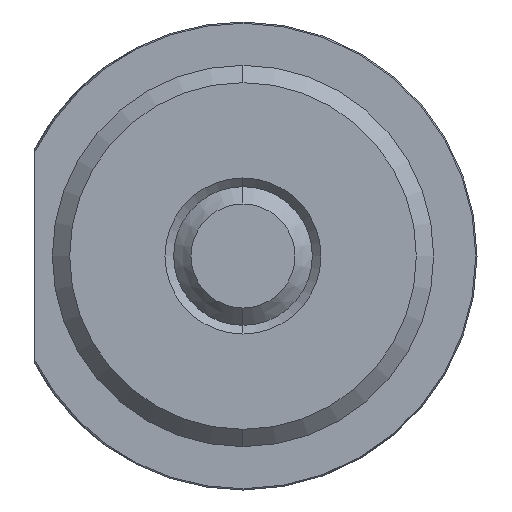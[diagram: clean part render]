
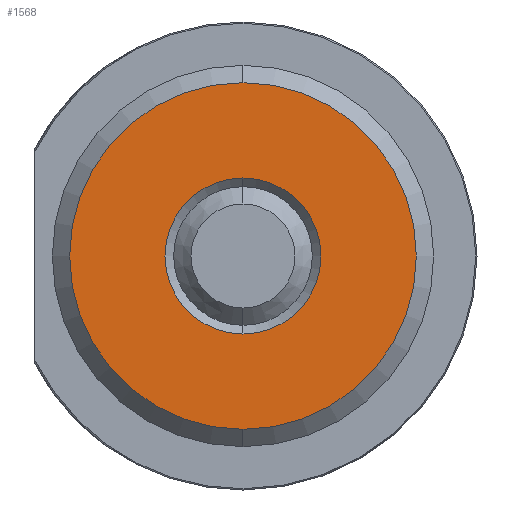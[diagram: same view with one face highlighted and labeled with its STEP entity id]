
A CAD part, left-side view. The second image highlights one B-rep face of the part: STEP entity #1568.
In plain terms, the highlighted planar face has unit normal (-1, 0, 0).
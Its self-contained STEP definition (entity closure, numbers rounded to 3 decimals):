
#78 = EDGE_LOOP ( 'NONE', ( #703, #702 ) ) ;
#151 = VERTEX_POINT ( 'NONE', #2249 ) ;
#156 = VERTEX_POINT ( 'NONE', #2257 ) ;
#174 = VERTEX_POINT ( 'NONE', #2275 ) ;
#223 = VERTEX_POINT ( 'NONE', #2305 ) ;
#272 = EDGE_CURVE ( 'NONE', #156, #174, #1117, .T. ) ;
#327 = EDGE_CURVE ( 'NONE', #223, #151, #1193, .T. ) ;
#329 = EDGE_CURVE ( 'NONE', #174, #156, #1196, .T. ) ;
#562 = CIRCLE ( 'NONE', #1925, 4.5 ) ;
#610 = EDGE_LOOP ( 'NONE', ( #701, #700 ) ) ;
#700 = ORIENTED_EDGE ( 'NONE', *, *, #272, .T. ) ;
#701 = ORIENTED_EDGE ( 'NONE', *, *, #329, .T. ) ;
#702 = ORIENTED_EDGE ( 'NONE', *, *, #327, .T. ) ;
#703 = ORIENTED_EDGE ( 'NONE', *, *, #1639, .T. ) ;
#1117 = CIRCLE ( 'NONE', #1741, 10. ) ;
#1193 = CIRCLE ( 'NONE', #1763, 4.5 ) ;
#1196 = CIRCLE ( 'NONE', #1767, 10. ) ;
#1405 = FACE_BOUND ( 'NONE', #78, .T. ) ;
#1410 = FACE_OUTER_BOUND ( 'NONE', #610, .T. ) ;
#1568 = ADVANCED_FACE ( 'NONE', ( #1405, #1410 ), #2657, .F. ) ;
#1639 = EDGE_CURVE ( 'NONE', #151, #223, #562, .T. ) ;
#1741 = AXIS2_PLACEMENT_3D ( 'NONE', #2108, #2168, #2167 ) ;
#1763 = AXIS2_PLACEMENT_3D ( 'NONE', #2082, #2074, #2073 ) ;
#1767 = AXIS2_PLACEMENT_3D ( 'NONE', #2075, #2068, #2067 ) ;
#1864 = AXIS2_PLACEMENT_3D ( 'NONE', #2656, #2658, #2659 ) ;
#1925 = AXIS2_PLACEMENT_3D ( 'NONE', #2926, #2927, #2928 ) ;
#2067 = DIRECTION ( 'NONE',  ( 0., 0., -1. ) ) ;
#2068 = DIRECTION ( 'NONE',  ( -1., 0., 0. ) ) ;
#2073 = DIRECTION ( 'NONE',  ( 0., 0., -1. ) ) ;
#2074 = DIRECTION ( 'NONE',  ( 1., 0., 0. ) ) ;
#2075 = CARTESIAN_POINT ( 'NONE',  ( 0., 0., 0. ) ) ;
#2082 = CARTESIAN_POINT ( 'NONE',  ( 0., 0., 0. ) ) ;
#2108 = CARTESIAN_POINT ( 'NONE',  ( 0., 0., 0. ) ) ;
#2167 = DIRECTION ( 'NONE',  ( 0., 0., -1. ) ) ;
#2168 = DIRECTION ( 'NONE',  ( -1., 0., 0. ) ) ;
#2249 = CARTESIAN_POINT ( 'NONE',  ( 0., 0., 4.5 ) ) ;
#2257 = CARTESIAN_POINT ( 'NONE',  ( 0., 0., 10. ) ) ;
#2275 = CARTESIAN_POINT ( 'NONE',  ( 0., 0., -10. ) ) ;
#2305 = CARTESIAN_POINT ( 'NONE',  ( 0., 0., -4.5 ) ) ;
#2656 = CARTESIAN_POINT ( 'NONE',  ( 0., 4., 0. ) ) ;
#2657 = PLANE ( 'NONE',  #1864 ) ;
#2658 = DIRECTION ( 'NONE',  ( 1., 0., 0. ) ) ;
#2659 = DIRECTION ( 'NONE',  ( 0., 0., -1. ) ) ;
#2926 = CARTESIAN_POINT ( 'NONE',  ( 0., 0., 0. ) ) ;
#2927 = DIRECTION ( 'NONE',  ( 1., 0., 0. ) ) ;
#2928 = DIRECTION ( 'NONE',  ( 0., 0., -1. ) ) ;
